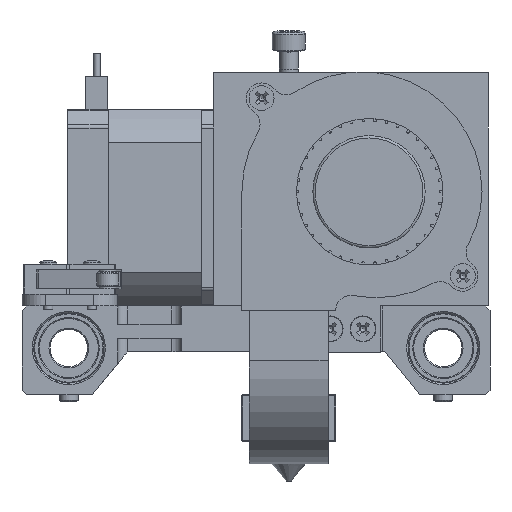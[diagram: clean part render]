
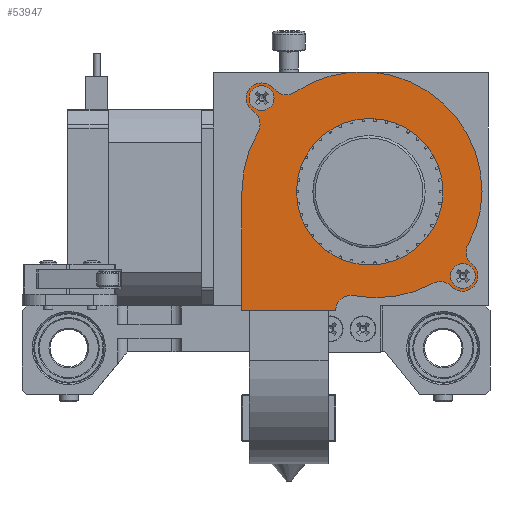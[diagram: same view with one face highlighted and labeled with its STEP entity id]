
A CAD part, left-side view. The second image highlights one B-rep face of the part: STEP entity #53947.
In plain terms, the highlighted face is planar.
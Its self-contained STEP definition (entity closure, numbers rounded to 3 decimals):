
#53662 = VERTEX_POINT('',#53663);
#53663 = CARTESIAN_POINT('',(23.856,3.193,15.));
#53669 = EDGE_CURVE('',#53662,#53670,#53672,.T.);
#53670 = VERTEX_POINT('',#53671);
#53671 = CARTESIAN_POINT('',(20.,0.,15.));
#53672 = CIRCLE('',#53673,3.25);
#53673 = AXIS2_PLACEMENT_3D('',#53674,#53675,#53676);
#53674 = CARTESIAN_POINT('',(23.25,0.,15.));
#53675 = DIRECTION('',(0.,0.,1.));
#53676 = DIRECTION('',(1.,0.,0.));
#53702 = EDGE_CURVE('',#53662,#53703,#53705,.T.);
#53703 = VERTEX_POINT('',#53704);
#53704 = CARTESIAN_POINT('',(40.82,5.817,15.));
#53705 = CIRCLE('',#53706,25.657);
#53706 = AXIS2_PLACEMENT_3D('',#53707,#53708,#53709);
#53707 = CARTESIAN_POINT('',(28.643,28.4,15.));
#53708 = DIRECTION('',(0.,0.,1.));
#53709 = DIRECTION('',(1.,0.,0.));
#53735 = EDGE_CURVE('',#53670,#53736,#53738,.T.);
#53736 = VERTEX_POINT('',#53737);
#53737 = CARTESIAN_POINT('',(0.,0.,15.));
#53738 = LINE('',#53739,#53740);
#53739 = CARTESIAN_POINT('',(20.,0.,15.));
#53740 = VECTOR('',#53741,1.);
#53741 = DIRECTION('',(-1.,0.,0.));
#53947 = ADVANCED_FACE('',(#53948,#54072,#54083,#54094),#54105,.F.);
#53948 = FACE_BOUND('',#53949,.F.);
#53949 = EDGE_LOOP('',(#53950,#53951,#53952,#53960,#53969,#53978,#53986,
    #53995,#54003,#54012,#54021,#54030,#54039,#54047,#54056,#54064,
    #54071));
#53950 = ORIENTED_EDGE('',*,*,#53669,.T.);
#53951 = ORIENTED_EDGE('',*,*,#53735,.T.);
#53952 = ORIENTED_EDGE('',*,*,#53953,.T.);
#53953 = EDGE_CURVE('',#53736,#53954,#53956,.T.);
#53954 = VERTEX_POINT('',#53955);
#53955 = CARTESIAN_POINT('',(0.,25.4,15.));
#53956 = LINE('',#53957,#53958);
#53957 = CARTESIAN_POINT('',(0.,0.,15.));
#53958 = VECTOR('',#53959,1.);
#53959 = DIRECTION('',(0.,1.,0.));
#53960 = ORIENTED_EDGE('',*,*,#53961,.F.);
#53961 = EDGE_CURVE('',#53962,#53954,#53964,.T.);
#53962 = VERTEX_POINT('',#53963);
#53963 = CARTESIAN_POINT('',(3.434,38.221,15.));
#53964 = CIRCLE('',#53965,25.65);
#53965 = AXIS2_PLACEMENT_3D('',#53966,#53967,#53968);
#53966 = CARTESIAN_POINT('',(25.65,25.4,15.));
#53967 = DIRECTION('',(0.,0.,1.));
#53968 = DIRECTION('',(1.,0.,0.));
#53969 = ORIENTED_EDGE('',*,*,#53970,.T.);
#53970 = EDGE_CURVE('',#53962,#53971,#53973,.T.);
#53971 = VERTEX_POINT('',#53972);
#53972 = CARTESIAN_POINT('',(2.772,42.281,15.));
#53973 = CIRCLE('',#53974,3.25);
#53974 = AXIS2_PLACEMENT_3D('',#53975,#53976,#53977);
#53975 = CARTESIAN_POINT('',(0.619,39.846,15.));
#53976 = DIRECTION('',(0.,0.,1.));
#53977 = DIRECTION('',(1.,0.,0.));
#53978 = ORIENTED_EDGE('',*,*,#53979,.F.);
#53979 = EDGE_CURVE('',#53980,#53971,#53982,.T.);
#53980 = VERTEX_POINT('',#53981);
#53981 = CARTESIAN_POINT('',(1.998,42.965,15.));
#53982 = LINE('',#53983,#53984);
#53983 = CARTESIAN_POINT('',(1.998,42.965,15.));
#53984 = VECTOR('',#53985,1.);
#53985 = DIRECTION('',(0.749,-0.662,0.));
#53986 = ORIENTED_EDGE('',*,*,#53987,.F.);
#53987 = EDGE_CURVE('',#53988,#53980,#53990,.T.);
#53988 = VERTEX_POINT('',#53989);
#53989 = CARTESIAN_POINT('',(6.302,47.835,15.));
#53990 = CIRCLE('',#53991,3.25);
#53991 = AXIS2_PLACEMENT_3D('',#53992,#53993,#53994);
#53992 = CARTESIAN_POINT('',(4.15,45.4,15.));
#53993 = DIRECTION('',(0.,0.,1.));
#53994 = DIRECTION('',(1.,0.,0.));
#53995 = ORIENTED_EDGE('',*,*,#53996,.T.);
#53996 = EDGE_CURVE('',#53988,#53997,#53999,.T.);
#53997 = VERTEX_POINT('',#53998);
#53998 = CARTESIAN_POINT('',(7.335,46.922,15.));
#53999 = LINE('',#54000,#54001);
#54000 = CARTESIAN_POINT('',(6.302,47.835,15.));
#54001 = VECTOR('',#54002,1.);
#54002 = DIRECTION('',(0.749,-0.662,0.));
#54003 = ORIENTED_EDGE('',*,*,#54004,.T.);
#54004 = EDGE_CURVE('',#53997,#54005,#54007,.T.);
#54005 = VERTEX_POINT('',#54006);
#54006 = CARTESIAN_POINT('',(11.305,46.664,15.));
#54007 = CIRCLE('',#54008,3.25);
#54008 = AXIS2_PLACEMENT_3D('',#54009,#54010,#54011);
#54009 = CARTESIAN_POINT('',(9.487,49.358,15.));
#54010 = DIRECTION('',(0.,0.,1.));
#54011 = DIRECTION('',(1.,0.,0.));
#54012 = ORIENTED_EDGE('',*,*,#54013,.F.);
#54013 = EDGE_CURVE('',#54014,#54005,#54016,.T.);
#54014 = VERTEX_POINT('',#54015);
#54015 = CARTESIAN_POINT('',(51.3,25.4,15.));
#54016 = CIRCLE('',#54017,25.65);
#54017 = AXIS2_PLACEMENT_3D('',#54018,#54019,#54020);
#54018 = CARTESIAN_POINT('',(25.65,25.4,15.));
#54019 = DIRECTION('',(0.,0.,1.));
#54020 = DIRECTION('',(1.,0.,0.));
#54021 = ORIENTED_EDGE('',*,*,#54022,.F.);
#54022 = EDGE_CURVE('',#54023,#54014,#54025,.T.);
#54023 = VERTEX_POINT('',#54024);
#54024 = CARTESIAN_POINT('',(48.316,14.162,15.));
#54025 = CIRCLE('',#54026,22.657);
#54026 = AXIS2_PLACEMENT_3D('',#54027,#54028,#54029);
#54027 = CARTESIAN_POINT('',(28.643,25.4,15.));
#54028 = DIRECTION('',(0.,0.,1.));
#54029 = DIRECTION('',(1.,0.,0.));
#54030 = ORIENTED_EDGE('',*,*,#54031,.T.);
#54031 = EDGE_CURVE('',#54023,#54032,#54034,.T.);
#54032 = VERTEX_POINT('',#54033);
#54033 = CARTESIAN_POINT('',(48.986,10.114,15.));
#54034 = CIRCLE('',#54035,3.25);
#54035 = AXIS2_PLACEMENT_3D('',#54036,#54037,#54038);
#54036 = CARTESIAN_POINT('',(51.138,12.55,15.));
#54037 = DIRECTION('',(0.,0.,1.));
#54038 = DIRECTION('',(1.,0.,0.));
#54039 = ORIENTED_EDGE('',*,*,#54040,.T.);
#54040 = EDGE_CURVE('',#54032,#54041,#54043,.T.);
#54041 = VERTEX_POINT('',#54042);
#54042 = CARTESIAN_POINT('',(49.302,9.835,15.));
#54043 = LINE('',#54044,#54045);
#54044 = CARTESIAN_POINT('',(48.986,10.114,15.));
#54045 = VECTOR('',#54046,1.);
#54046 = DIRECTION('',(0.749,-0.662,0.));
#54047 = ORIENTED_EDGE('',*,*,#54048,.F.);
#54048 = EDGE_CURVE('',#54049,#54041,#54051,.T.);
#54049 = VERTEX_POINT('',#54050);
#54050 = CARTESIAN_POINT('',(44.998,4.965,15.));
#54051 = CIRCLE('',#54052,3.25);
#54052 = AXIS2_PLACEMENT_3D('',#54053,#54054,#54055);
#54053 = CARTESIAN_POINT('',(47.15,7.4,15.));
#54054 = DIRECTION('',(0.,0.,1.));
#54055 = DIRECTION('',(1.,0.,0.));
#54056 = ORIENTED_EDGE('',*,*,#54057,.F.);
#54057 = EDGE_CURVE('',#54058,#54049,#54060,.T.);
#54058 = VERTEX_POINT('',#54059);
#54059 = CARTESIAN_POINT('',(44.515,5.391,15.));
#54060 = LINE('',#54061,#54062);
#54061 = CARTESIAN_POINT('',(44.515,5.391,15.));
#54062 = VECTOR('',#54063,1.);
#54063 = DIRECTION('',(0.749,-0.662,0.));
#54064 = ORIENTED_EDGE('',*,*,#54065,.T.);
#54065 = EDGE_CURVE('',#54058,#53703,#54066,.T.);
#54066 = CIRCLE('',#54067,3.25);
#54067 = AXIS2_PLACEMENT_3D('',#54068,#54069,#54070);
#54068 = CARTESIAN_POINT('',(42.363,2.956,15.));
#54069 = DIRECTION('',(0.,0.,1.));
#54070 = DIRECTION('',(1.,0.,0.));
#54071 = ORIENTED_EDGE('',*,*,#53702,.F.);
#54072 = FACE_BOUND('',#54073,.F.);
#54073 = EDGE_LOOP('',(#54074));
#54074 = ORIENTED_EDGE('',*,*,#54075,.T.);
#54075 = EDGE_CURVE('',#54076,#54076,#54078,.T.);
#54076 = VERTEX_POINT('',#54077);
#54077 = CARTESIAN_POINT('',(6.35,45.4,15.));
#54078 = CIRCLE('',#54079,2.2);
#54079 = AXIS2_PLACEMENT_3D('',#54080,#54081,#54082);
#54080 = CARTESIAN_POINT('',(4.15,45.4,15.));
#54081 = DIRECTION('',(0.,0.,1.));
#54082 = DIRECTION('',(1.,0.,0.));
#54083 = FACE_BOUND('',#54084,.F.);
#54084 = EDGE_LOOP('',(#54085));
#54085 = ORIENTED_EDGE('',*,*,#54086,.T.);
#54086 = EDGE_CURVE('',#54087,#54087,#54089,.T.);
#54087 = VERTEX_POINT('',#54088);
#54088 = CARTESIAN_POINT('',(42.95,25.4,15.));
#54089 = CIRCLE('',#54090,15.65);
#54090 = AXIS2_PLACEMENT_3D('',#54091,#54092,#54093);
#54091 = CARTESIAN_POINT('',(27.3,25.4,15.));
#54092 = DIRECTION('',(0.,0.,1.));
#54093 = DIRECTION('',(1.,0.,0.));
#54094 = FACE_BOUND('',#54095,.F.);
#54095 = EDGE_LOOP('',(#54096));
#54096 = ORIENTED_EDGE('',*,*,#54097,.T.);
#54097 = EDGE_CURVE('',#54098,#54098,#54100,.T.);
#54098 = VERTEX_POINT('',#54099);
#54099 = CARTESIAN_POINT('',(49.35,7.4,15.));
#54100 = CIRCLE('',#54101,2.2);
#54101 = AXIS2_PLACEMENT_3D('',#54102,#54103,#54104);
#54102 = CARTESIAN_POINT('',(47.15,7.4,15.));
#54103 = DIRECTION('',(0.,0.,1.));
#54104 = DIRECTION('',(1.,0.,0.));
#54105 = PLANE('',#54106);
#54106 = AXIS2_PLACEMENT_3D('',#54107,#54108,#54109);
#54107 = CARTESIAN_POINT('',(23.385,23.838,15.));
#54108 = DIRECTION('',(-0.,-0.,-1.));
#54109 = DIRECTION('',(-1.,0.,0.));
